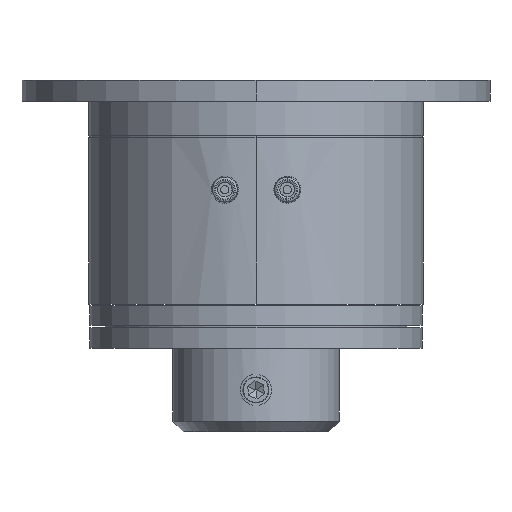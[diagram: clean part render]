
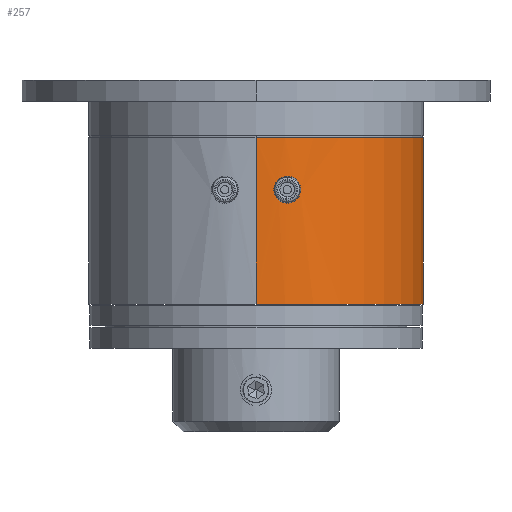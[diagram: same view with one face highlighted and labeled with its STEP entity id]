
A CAD part, front view. The second image highlights one B-rep face of the part: STEP entity #257.
In plain terms, the highlighted cylindrical face has radius 16.1 mm (diameter 32.2 mm), a partial arc.
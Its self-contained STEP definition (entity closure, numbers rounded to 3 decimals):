
#25 = DIRECTION ( 'NONE',  ( 0., 0., 1. ) ) ;
#105 = LINE ( 'NONE', #5338, #3210 ) ;
#179 = CARTESIAN_POINT ( 'NONE',  ( 0., -16.1, -5.5 ) ) ;
#257 = ADVANCED_FACE ( 'NONE', ( #1966, #4643 ), #6669, .T. ) ;
#264 = CARTESIAN_POINT ( 'NONE',  ( 2.399, -15.921, -9.347 ) ) ;
#291 = CARTESIAN_POINT ( 'NONE',  ( 2.952, -15.827, -11.791 ) ) ;
#338 = CARTESIAN_POINT ( 'NONE',  ( 4.269, -15.524, -10.207 ) ) ;
#865 = CARTESIAN_POINT ( 'NONE',  ( 1.76, -16.004, -10.114 ) ) ;
#881 = EDGE_CURVE ( 'NONE', #3378, #5281, #1364, .T. ) ;
#929 = CARTESIAN_POINT ( 'NONE',  ( 4.186, -15.546, -9.963 ) ) ;
#1022 = CARTESIAN_POINT ( 'NONE',  ( 4.246, -15.53, -10.123 ) ) ;
#1364 = B_SPLINE_CURVE_WITH_KNOTS ( 'NONE', 3,
 ( #4185, #6188, #3578, #6279, #2274, #8356, #6844, #4955, #3622, #7515, #2841, #5705, #5525, #4821, #865, #4226, #1600, #3534, #264, #4319, #7555, #1473 ),
 .UNSPECIFIED., .F., .F.,
 ( 4, 2, 2, 2, 2, 2, 2, 2, 2, 2, 4 ),
 ( 0.005, 0.005, 0.006, 0.006, 0.007, 0.007, 0.007, 0.008, 0.008, 0.009, 0.009 ),
 .UNSPECIFIED. ) ;
#1473 = CARTESIAN_POINT ( 'NONE',  ( 3.048, -15.809, -9.209 ) ) ;
#1498 = ORIENTED_EDGE ( 'NONE', *, *, #8053, .T. ) ;
#1520 = DIRECTION ( 'NONE',  ( 0., 0., 1. ) ) ;
#1582 = DIRECTION ( 'NONE',  ( 0., -1., 0. ) ) ;
#1600 = CARTESIAN_POINT ( 'NONE',  ( 2.003, -15.975, -9.666 ) ) ;
#1627 = CARTESIAN_POINT ( 'NONE',  ( 4.296, -15.516, -10.635 ) ) ;
#1691 = CARTESIAN_POINT ( 'NONE',  ( 3.048, -15.809, -9.209 ) ) ;
#1837 = EDGE_CURVE ( 'NONE', #4971, #5646, #7436, .T. ) ;
#1966 = FACE_BOUND ( 'NONE', #3604, .T. ) ;
#2202 = CARTESIAN_POINT ( 'NONE',  ( 3.69, -15.672, -9.39 ) ) ;
#2258 = CARTESIAN_POINT ( 'NONE',  ( 4.296, -15.516, -10.376 ) ) ;
#2274 = CARTESIAN_POINT ( 'NONE',  ( 2.544, -15.898, -11.71 ) ) ;
#2304 = CARTESIAN_POINT ( 'NONE',  ( 4.302, -15.515, -10.461 ) ) ;
#2413 = DIRECTION ( 'NONE',  ( 0., 0., 1. ) ) ;
#2577 = CARTESIAN_POINT ( 'NONE',  ( 0., 16.1, -21.5 ) ) ;
#2755 = EDGE_LOOP ( 'NONE', ( #5672, #5611, #3009, #4327 ) ) ;
#2841 = CARTESIAN_POINT ( 'NONE',  ( 1.743, -16.005, -10.79 ) ) ;
#2995 = CARTESIAN_POINT ( 'NONE',  ( 4.107, -15.568, -11.2 ) ) ;
#3009 = ORIENTED_EDGE ( 'NONE', *, *, #6322, .F. ) ;
#3036 = CARTESIAN_POINT ( 'NONE',  ( 3.754, -15.657, -11.567 ) ) ;
#3210 = VECTOR ( 'NONE', #25, 1000. ) ;
#3301 = DIRECTION ( 'NONE',  ( 0., 0., 1. ) ) ;
#3378 = VERTEX_POINT ( 'NONE', #7236 ) ;
#3494 = CARTESIAN_POINT ( 'NONE',  ( 0., -16.1, -5.5 ) ) ;
#3534 = CARTESIAN_POINT ( 'NONE',  ( 2.253, -15.942, -9.436 ) ) ;
#3555 = CARTESIAN_POINT ( 'NONE',  ( 0., 0., -5.5 ) ) ;
#3578 = CARTESIAN_POINT ( 'NONE',  ( 2.785, -15.857, -11.776 ) ) ;
#3601 = CARTESIAN_POINT ( 'NONE',  ( 4.244, -15.531, -10.886 ) ) ;
#3604 = EDGE_LOOP ( 'NONE', ( #8561, #1498 ) ) ;
#3622 = CARTESIAN_POINT ( 'NONE',  ( 1.853, -15.993, -11.11 ) ) ;
#3625 = AXIS2_PLACEMENT_3D ( 'NONE', #4122, #3301, #5471 ) ;
#3766 = EDGE_CURVE ( 'NONE', #4971, #6166, #8232, .T. ) ;
#3837 = VECTOR ( 'NONE', #1520, 1000. ) ;
#3852 = B_SPLINE_CURVE_WITH_KNOTS ( 'NONE', 3,
 ( #7586, #7717, #7009, #2202, #5644, #7055, #7630, #6351, #929, #1022, #338, #2258, #2304, #1627, #6964, #3601, #8250, #2995, #8341, #3036, #5695, #6309, #5734, #291 ),
 .UNSPECIFIED., .F., .F.,
 ( 4, 2, 2, 2, 2, 2, 2, 2, 2, 2, 2, 4 ),
 ( 0.001, 0.002, 0.002, 0.002, 0.003, 0.003, 0.003, 0.003, 0.004, 0.004, 0.005, 0.005 ),
 .UNSPECIFIED. ) ;
#4122 = CARTESIAN_POINT ( 'NONE',  ( 0., 0., -21.5 ) ) ;
#4185 = CARTESIAN_POINT ( 'NONE',  ( 2.952, -15.827, -11.791 ) ) ;
#4226 = CARTESIAN_POINT ( 'NONE',  ( 1.901, -15.988, -9.808 ) ) ;
#4275 = DIRECTION ( 'NONE',  ( 0., -1., 0. ) ) ;
#4319 = CARTESIAN_POINT ( 'NONE',  ( 2.713, -15.871, -9.23 ) ) ;
#4327 = ORIENTED_EDGE ( 'NONE', *, *, #3766, .F. ) ;
#4643 = FACE_OUTER_BOUND ( 'NONE', #2755, .T. ) ;
#4689 = AXIS2_PLACEMENT_3D ( 'NONE', #3555, #4936, #1582 ) ;
#4742 = CIRCLE ( 'NONE', #5307, 16.1 ) ;
#4821 = CARTESIAN_POINT ( 'NONE',  ( 1.72, -16.008, -10.283 ) ) ;
#4936 = DIRECTION ( 'NONE',  ( 0., 0., 1. ) ) ;
#4955 = CARTESIAN_POINT ( 'NONE',  ( 1.943, -15.983, -11.256 ) ) ;
#4971 = VERTEX_POINT ( 'NONE', #6797 ) ;
#5281 = VERTEX_POINT ( 'NONE', #1691 ) ;
#5307 = AXIS2_PLACEMENT_3D ( 'NONE', #6411, #2413, #4275 ) ;
#5338 = CARTESIAN_POINT ( 'NONE',  ( 0., 16.1, -5.5 ) ) ;
#5471 = DIRECTION ( 'NONE',  ( 0., -1., 0. ) ) ;
#5525 = CARTESIAN_POINT ( 'NONE',  ( 1.71, -16.009, -10.537 ) ) ;
#5611 = ORIENTED_EDGE ( 'NONE', *, *, #6896, .T. ) ;
#5644 = CARTESIAN_POINT ( 'NONE',  ( 3.831, -15.638, -9.49 ) ) ;
#5646 = VERTEX_POINT ( 'NONE', #2577 ) ;
#5672 = ORIENTED_EDGE ( 'NONE', *, *, #1837, .T. ) ;
#5695 = CARTESIAN_POINT ( 'NONE',  ( 3.607, -15.692, -11.657 ) ) ;
#5705 = CARTESIAN_POINT ( 'NONE',  ( 1.716, -16.008, -10.623 ) ) ;
#5734 = CARTESIAN_POINT ( 'NONE',  ( 3.121, -15.796, -11.798 ) ) ;
#6166 = VERTEX_POINT ( 'NONE', #179 ) ;
#6188 = CARTESIAN_POINT ( 'NONE',  ( 2.869, -15.842, -11.787 ) ) ;
#6279 = CARTESIAN_POINT ( 'NONE',  ( 2.623, -15.885, -11.737 ) ) ;
#6309 = CARTESIAN_POINT ( 'NONE',  ( 3.291, -15.761, -11.771 ) ) ;
#6322 = EDGE_CURVE ( 'NONE', #6166, #6547, #4742, .T. ) ;
#6351 = CARTESIAN_POINT ( 'NONE',  ( 4.148, -15.557, -9.887 ) ) ;
#6411 = CARTESIAN_POINT ( 'NONE',  ( 0., 0., -5.5 ) ) ;
#6547 = VERTEX_POINT ( 'NONE', #7469 ) ;
#6669 = CYLINDRICAL_SURFACE ( 'NONE', #4689, 16.1 ) ;
#6797 = CARTESIAN_POINT ( 'NONE',  ( 0., -16.1, -21.5 ) ) ;
#6844 = CARTESIAN_POINT ( 'NONE',  ( 2.176, -15.953, -11.505 ) ) ;
#6896 = EDGE_CURVE ( 'NONE', #5646, #6547, #105, .T. ) ;
#6964 = CARTESIAN_POINT ( 'NONE',  ( 4.284, -15.52, -10.72 ) ) ;
#7009 = CARTESIAN_POINT ( 'NONE',  ( 3.384, -15.741, -9.253 ) ) ;
#7055 = CARTESIAN_POINT ( 'NONE',  ( 4.005, -15.594, -9.674 ) ) ;
#7236 = CARTESIAN_POINT ( 'NONE',  ( 2.952, -15.827, -11.791 ) ) ;
#7436 = CIRCLE ( 'NONE', #3625, 16.1 ) ;
#7469 = CARTESIAN_POINT ( 'NONE',  ( 0., 16.1, -5.5 ) ) ;
#7515 = CARTESIAN_POINT ( 'NONE',  ( 1.764, -16.003, -10.872 ) ) ;
#7555 = CARTESIAN_POINT ( 'NONE',  ( 2.882, -15.841, -9.203 ) ) ;
#7586 = CARTESIAN_POINT ( 'NONE',  ( 3.048, -15.809, -9.209 ) ) ;
#7630 = CARTESIAN_POINT ( 'NONE',  ( 4.057, -15.58, -9.742 ) ) ;
#7717 = CARTESIAN_POINT ( 'NONE',  ( 3.216, -15.777, -9.214 ) ) ;
#8053 = EDGE_CURVE ( 'NONE', #5281, #3378, #3852, .T. ) ;
#8232 = LINE ( 'NONE', #3494, #3837 ) ;
#8250 = CARTESIAN_POINT ( 'NONE',  ( 4.215, -15.539, -10.968 ) ) ;
#8341 = CARTESIAN_POINT ( 'NONE',  ( 4.003, -15.595, -11.34 ) ) ;
#8356 = CARTESIAN_POINT ( 'NONE',  ( 2.314, -15.934, -11.605 ) ) ;
#8561 = ORIENTED_EDGE ( 'NONE', *, *, #881, .T. ) ;
